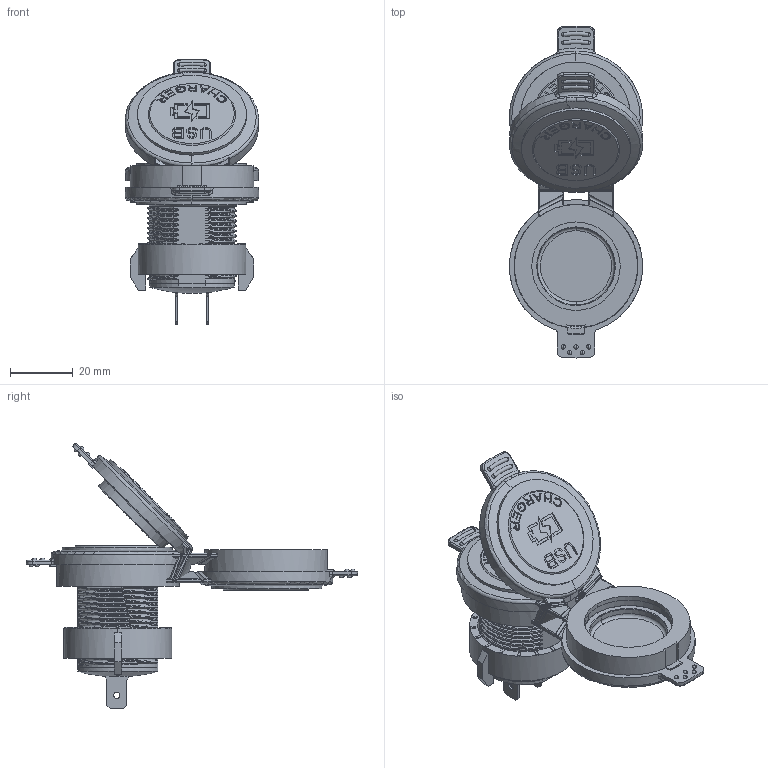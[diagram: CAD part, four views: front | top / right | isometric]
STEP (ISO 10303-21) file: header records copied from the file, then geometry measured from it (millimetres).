
FILE_DESCRIPTION((''),'2;1');
FILE_NAME('0000_ASM_3_ASM_1_ASM_ASM','2024-10-15T15:02:15',('Administrator'),(''),'CREO PARAMETRIC BY PTC INC, 2018050','CREO PARAMETRIC BY PTC INC, 2018050','');
FILE_SCHEMA(('AUTOMOTIVE_DESIGN { 1 0 10303 214 1 1 1 1 }'));
Products named in the file (15): MSBR-78_1_1; MSBR-73_1_1; MSBR-71_1_1; MSBR-70_1_1; MSBR-47_1_1; MSBR-46_1_1; MSBR-38_1_1; MSBR-33_1_1; MSBR-32_1_1; MSBR-31_1_1; MSBR-30_1_1; MSBR-29_1_1; MSBR-45_1_1; MSBR-48_1_1_1_3; 0000_ASM_3_ASM_1_ASM_ASM
Assembly tree (14 placements, depth 2):
  0000_ASM_3_ASM_1_ASM_ASM
    MSBR-78_1_1
    MSBR-73_1_1
    MSBR-71_1_1
    MSBR-70_1_1
    MSBR-47_1_1
    MSBR-46_1_1
    MSBR-38_1_1
    MSBR-33_1_1
    MSBR-32_1_1
    MSBR-31_1_1
    MSBR-30_1_1
    MSBR-29_1_1
    MSBR-45_1_1
    MSBR-48_1_1_1_3
Bounding box: 42.48 x 105.83 x 84.51 mm (x, y, z)
Volume: 46713.4 mm3; surface area: 57353.5 mm2
Topology: 14 solids, 14 shells, 2837 faces, 8060 edges, 5347 vertices
Faces by surface type: plane 1523, cylinder 460, bspline 362, extrusion 226, cone 95, sphere 88, torus 83
Entity records: 153628 total; most frequent: CARTESIAN_POINT 82677, ORIENTED_EDGE 15970, DIRECTION 12399, EDGE_CURVE 7985, VERTEX_POINT 5347, VECTOR 4921, LINE 4695, AXIS2_PLACEMENT_3D 3739
